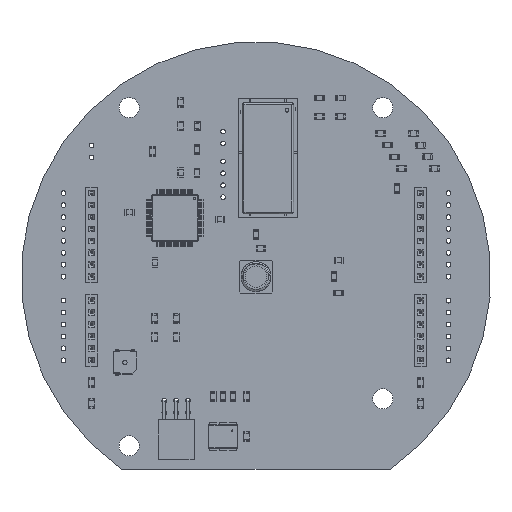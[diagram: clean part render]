
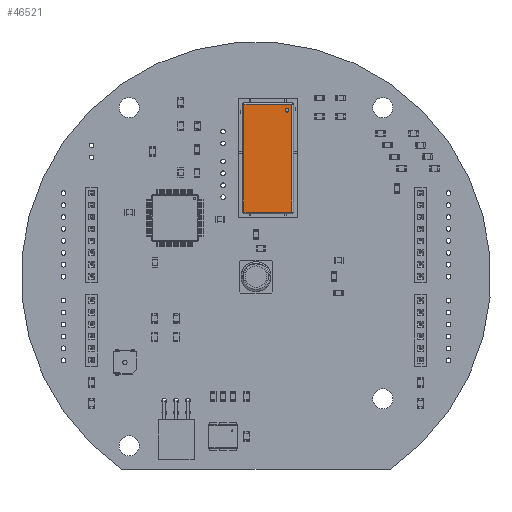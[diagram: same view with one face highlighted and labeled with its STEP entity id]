
A CAD part, top view. The second image highlights one B-rep face of the part: STEP entity #46521.
In plain terms, the highlighted face is planar.
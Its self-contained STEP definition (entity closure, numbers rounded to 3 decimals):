
#1581=CIRCLE('',#49947,0.4);
#1814=FACE_BOUND('',#6044,.T.);
#3511=FACE_OUTER_BOUND('',#6043,.T.);
#6043=EDGE_LOOP('',(#36206,#36207,#36208,#36209));
#6044=EDGE_LOOP('',(#36210));
#10410=LINE('',#75573,#15804);
#10411=LINE('',#75575,#15805);
#10412=LINE('',#75577,#15806);
#10413=LINE('',#75578,#15807);
#15804=VECTOR('',#58762,1.);
#15805=VECTOR('',#58763,1.);
#15806=VECTOR('',#58764,1.);
#15807=VECTOR('',#58765,1.);
#20503=VERTEX_POINT('',#75558);
#20508=VERTEX_POINT('',#75571);
#20509=VERTEX_POINT('',#75572);
#20510=VERTEX_POINT('',#75574);
#20511=VERTEX_POINT('',#75576);
#25993=EDGE_CURVE('',#20503,#20503,#1581,.T.);
#25998=EDGE_CURVE('',#20508,#20509,#10410,.T.);
#25999=EDGE_CURVE('',#20509,#20510,#10411,.T.);
#26000=EDGE_CURVE('',#20510,#20511,#10412,.T.);
#26001=EDGE_CURVE('',#20511,#20508,#10413,.T.);
#36206=ORIENTED_EDGE('',*,*,#25998,.T.);
#36207=ORIENTED_EDGE('',*,*,#25999,.T.);
#36208=ORIENTED_EDGE('',*,*,#26000,.T.);
#36209=ORIENTED_EDGE('',*,*,#26001,.T.);
#36210=ORIENTED_EDGE('',*,*,#25993,.F.);
#42302=PLANE('',#49949);
#46521=ADVANCED_FACE('',(#3511,#1814),#42302,.F.);
#49947=AXIS2_PLACEMENT_3D('',#75560,#58752,#58753);
#49949=AXIS2_PLACEMENT_3D('',#75570,#58760,#58761);
#58752=DIRECTION('center_axis',(0.,1.,0.));
#58753=DIRECTION('ref_axis',(0.,0.,1.));
#58760=DIRECTION('center_axis',(0.,-1.,0.));
#58761=DIRECTION('ref_axis',(0.,0.,-1.));
#58762=DIRECTION('',(-1.,0.,0.));
#58763=DIRECTION('',(0.,0.,1.));
#58764=DIRECTION('',(1.,0.,0.));
#58765=DIRECTION('',(0.,0.,-1.));
#75558=CARTESIAN_POINT('',(-10.2,3.9,-4.45));
#75560=CARTESIAN_POINT('Origin',(-10.2,3.9,-4.05));
#75570=CARTESIAN_POINT('Origin',(0.,3.9,0.));
#75571=CARTESIAN_POINT('',(11.45,3.9,-5.1));
#75572=CARTESIAN_POINT('',(-11.45,3.9,-5.1));
#75573=CARTESIAN_POINT('',(11.593,3.9,-5.1));
#75574=CARTESIAN_POINT('',(-11.45,3.9,5.1));
#75575=CARTESIAN_POINT('',(-11.45,3.9,-5.243));
#75576=CARTESIAN_POINT('',(11.45,3.9,5.1));
#75577=CARTESIAN_POINT('',(-11.593,3.9,5.1));
#75578=CARTESIAN_POINT('',(11.45,3.9,5.243));
